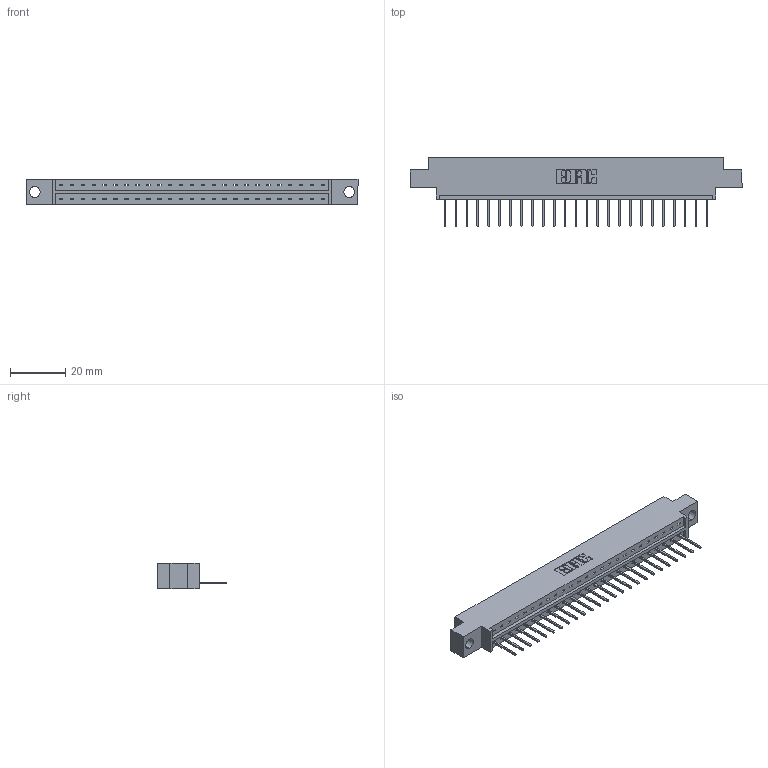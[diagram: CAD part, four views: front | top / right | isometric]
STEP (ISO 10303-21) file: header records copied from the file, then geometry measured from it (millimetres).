
FILE_DESCRIPTION (( 'STEP AP203' ), '1' );
FILE_NAME ('833-025-523-604.STEP', '2020-06-01T23:25:38', ( '' ), ( '' ), 'SwSTEP 2.0', 'SolidWorks 2020', '' );
FILE_SCHEMA (( 'CONFIG_CONTROL_DESIGN' ));
Length unit declared in the file: inch
Products named in the file (3): 833-025-523-604; 345-292-001_345-293-123; 833 Part_Offset - .156 Dia - TH
Assembly tree (26 placements, depth 2):
  833-025-523-604
    833 Part_Offset - .156 Dia - TH
    345-292-001_345-293-123  x25
Bounding box: 120.6 x 25.15 x 9.4 mm (x, y, z)
Volume: 11664.2 mm3; surface area: 12528.1 mm2
Topology: 26 solids, 26 shells, 1568 faces, 4723 edges, 3114 vertices
Faces by surface type: plane 1124, cylinder 444
Entity records: 17635 total; most frequent: CARTESIAN_POINT 3053, ORIENTED_EDGE 3014, DIRECTION 2609, EDGE_CURVE 1507, LINE 1379, VECTOR 1379, VERTEX_POINT 1002, AXIS2_PLACEMENT_3D 615
